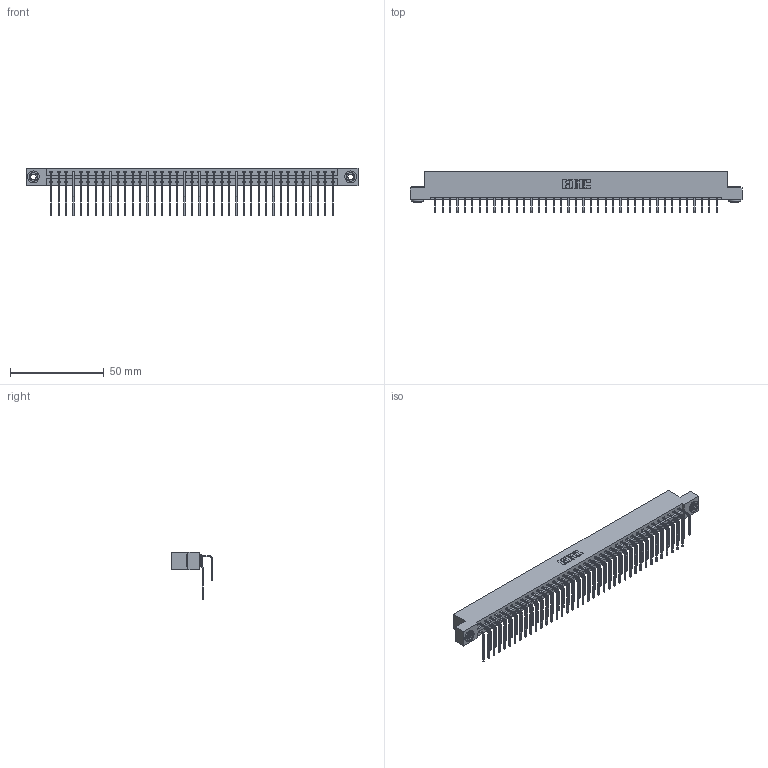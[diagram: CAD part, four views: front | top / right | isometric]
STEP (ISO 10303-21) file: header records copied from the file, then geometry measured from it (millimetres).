
FILE_DESCRIPTION (( 'STEP AP203' ), '1' );
FILE_NAME ('387-078-558-203.STEP', '2018-09-23T17:38:06', ( '' ), ( '' ), 'SwSTEP 2.0', 'SolidWorks 2016', '' );
FILE_SCHEMA (( 'CONFIG_CONTROL_DESIGN' ));
Length unit declared in the file: inch
Products named in the file (5): 387-078-558-203; 337 Part_Flush Mounting Lugs - 0.156 Dia-TH; 345-292-001_558 559 Tail - 1; 345-292-001_558 Tail - 2; 345-250-002_345-250-002-102
Assembly tree (81 placements, depth 2):
  387-078-558-203
    337 Part_Flush Mounting Lugs - 0.156 Dia-TH
    345-292-001_558 559 Tail - 1  x39
    345-292-001_558 Tail - 2  x39
    345-250-002_345-250-002-102  x2
Bounding box: 177.55 x 22.17 x 25.53 mm (x, y, z)
Volume: 19140.6 mm3; surface area: 24093.1 mm2
Topology: 81 solids, 81 shells, 4520 faces, 13413 edges, 8834 vertices
Faces by surface type: plane 3200, cylinder 1312, cone 8
Entity records: 33060 total; most frequent: CARTESIAN_POINT 5592, ORIENTED_EDGE 5470, DIRECTION 4777, EDGE_CURVE 2735, VECTOR 2543, LINE 2543, VERTEX_POINT 1818, AXIS2_PLACEMENT_3D 1117
